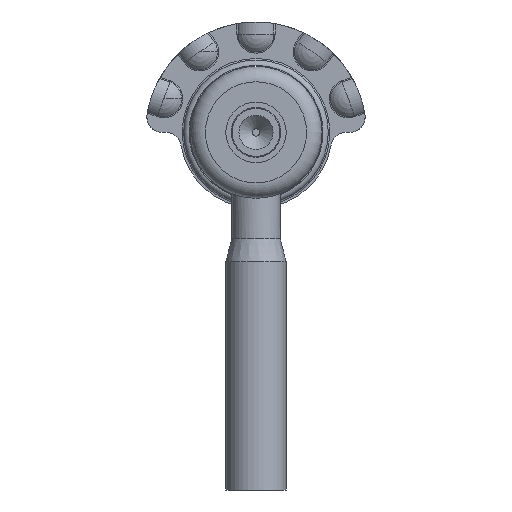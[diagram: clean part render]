
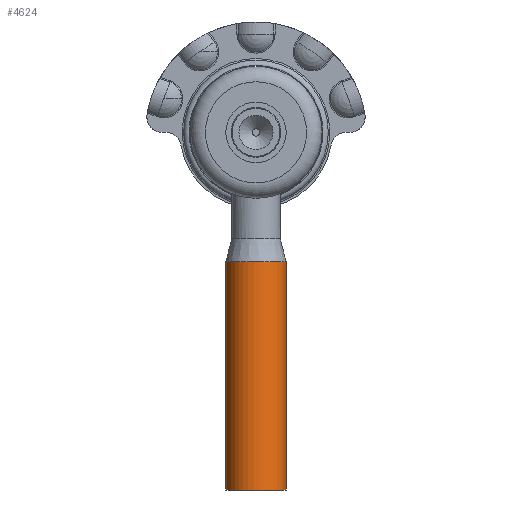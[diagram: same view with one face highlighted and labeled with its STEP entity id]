
A CAD part, front view. The second image highlights one B-rep face of the part: STEP entity #4624.
In plain terms, the highlighted cylindrical face has radius 3.97 mm (diameter 7.94 mm), a full revolution.
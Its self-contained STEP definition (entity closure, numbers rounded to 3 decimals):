
#4574=CARTESIAN_POINT('',(2.204,-2.868,-29.7));
#4575=DIRECTION('',(0.,0.,-1.));
#4576=DIRECTION('',(-0.092,0.996,0.));
#4577=AXIS2_PLACEMENT_3D('',#4574,#4575,#4576);
#4578=CYLINDRICAL_SURFACE('',#4577,3.97);
#4579=CARTESIAN_POINT('',(1.839,1.086,-29.7));
#4580=VERTEX_POINT('',#4579);
#4581=CARTESIAN_POINT('',(1.839,1.086,0.3));
#4582=VERTEX_POINT('',#4581);
#4583=CARTESIAN_POINT('',(1.839,1.086,-29.7));
#4584=DIRECTION('',(-0.,-0.,1.));
#4585=VECTOR('',#4584,30.);
#4586=LINE('',#4583,#4585);
#4587=EDGE_CURVE('',#4580,#4582,#4586,.T.);
#4588=ORIENTED_EDGE('',*,*,#4587,.T.);
#4589=CARTESIAN_POINT('',(2.569,-6.821,0.3));
#4590=VERTEX_POINT('',#4589);
#4591=CARTESIAN_POINT('',(2.204,-2.868,0.3));
#4592=DIRECTION('',(0.,0.,-1.));
#4593=DIRECTION('',(-0.092,0.996,0.));
#4594=AXIS2_PLACEMENT_3D('',#4591,#4592,#4593);
#4595=CIRCLE('',#4594,3.97);
#4596=EDGE_CURVE('NONE',#4582,#4590,#4595,.T.);
#4597=ORIENTED_EDGE('',*,*,#4596,.T.);
#4598=CARTESIAN_POINT('',(2.204,-2.868,0.3));
#4599=DIRECTION('',(0.,0.,-1.));
#4600=DIRECTION('',(-0.092,0.996,0.));
#4601=AXIS2_PLACEMENT_3D('',#4598,#4599,#4600);
#4602=CIRCLE('',#4601,3.97);
#4603=EDGE_CURVE('NONE',#4590,#4582,#4602,.T.);
#4604=ORIENTED_EDGE('',*,*,#4603,.T.);
#4605=ORIENTED_EDGE('',*,*,#4587,.F.);
#4606=CARTESIAN_POINT('',(2.569,-6.821,-29.7));
#4607=VERTEX_POINT('',#4606);
#4608=CARTESIAN_POINT('',(2.204,-2.868,-29.7));
#4609=DIRECTION('',(0.,0.,-1.));
#4610=DIRECTION('',(-0.092,0.996,0.));
#4611=AXIS2_PLACEMENT_3D('',#4608,#4609,#4610);
#4612=CIRCLE('',#4611,3.97);
#4613=EDGE_CURVE('NONE',#4607,#4580,#4612,.T.);
#4614=ORIENTED_EDGE('',*,*,#4613,.F.);
#4615=CARTESIAN_POINT('',(2.204,-2.868,-29.7));
#4616=DIRECTION('',(0.,0.,-1.));
#4617=DIRECTION('',(-0.092,0.996,0.));
#4618=AXIS2_PLACEMENT_3D('',#4615,#4616,#4617);
#4619=CIRCLE('',#4618,3.97);
#4620=EDGE_CURVE('NONE',#4580,#4607,#4619,.T.);
#4621=ORIENTED_EDGE('',*,*,#4620,.F.);
#4622=EDGE_LOOP('',(#4588,#4597,#4604,#4605,#4614,#4621));
#4623=FACE_BOUND('',#4622,.T.);
#4624=ADVANCED_FACE('NONE',(#4623),#4578,.T.);
